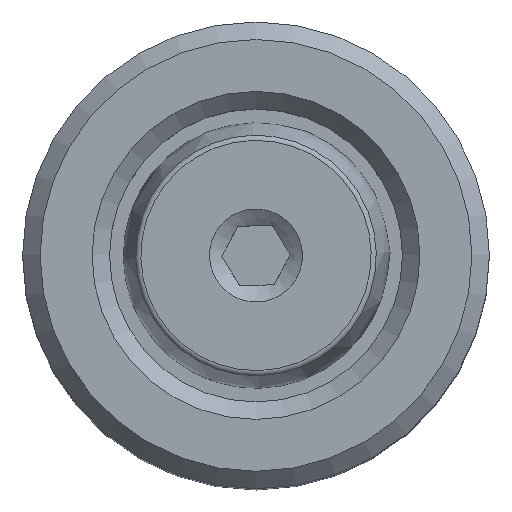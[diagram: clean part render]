
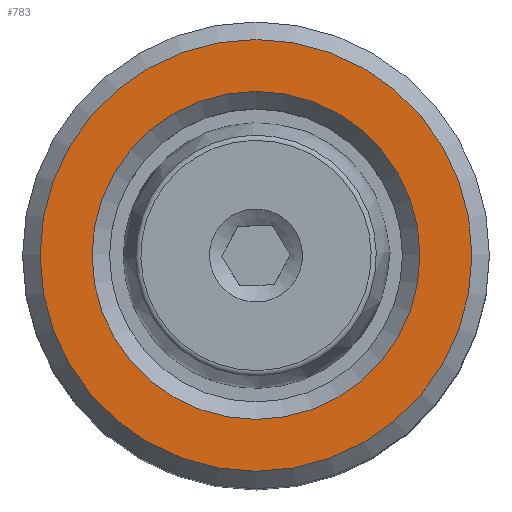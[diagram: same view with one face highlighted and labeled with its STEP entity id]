
A CAD part, top view. The second image highlights one B-rep face of the part: STEP entity #783.
In plain terms, the highlighted planar face has unit normal (0, 0, 1).
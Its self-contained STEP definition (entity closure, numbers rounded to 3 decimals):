
#94=FACE_BOUND('',#190,.T.);
#104=PLANE('',#954);
#133=FACE_OUTER_BOUND('',#189,.T.);
#189=EDGE_LOOP('',(#559));
#190=EDGE_LOOP('',(#560));
#321=CIRCLE('',#952,14.05);
#323=CIRCLE('',#955,18.5);
#366=VERTEX_POINT('',#1326);
#368=VERTEX_POINT('',#1332);
#437=EDGE_CURVE('',#366,#366,#321,.T.);
#440=EDGE_CURVE('',#368,#368,#323,.T.);
#559=ORIENTED_EDGE('',*,*,#440,.F.);
#560=ORIENTED_EDGE('',*,*,#437,.F.);
#783=ADVANCED_FACE('',(#133,#94),#104,.F.);
#952=AXIS2_PLACEMENT_3D('',#1327,#1080,#1081);
#954=AXIS2_PLACEMENT_3D('',#1331,#1085,#1086);
#955=AXIS2_PLACEMENT_3D('',#1333,#1087,#1088);
#1080=DIRECTION('center_axis',(0.,0.,1.));
#1081=DIRECTION('ref_axis',(-1.,0.,0.));
#1085=DIRECTION('center_axis',(0.,0.,-1.));
#1086=DIRECTION('ref_axis',(-1.,0.,0.));
#1087=DIRECTION('center_axis',(0.,0.,-1.));
#1088=DIRECTION('ref_axis',(-1.,0.,0.));
#1326=CARTESIAN_POINT('',(14.05,0.,60.));
#1327=CARTESIAN_POINT('Origin',(0.,0.,60.));
#1331=CARTESIAN_POINT('Origin',(0.,0.,60.));
#1332=CARTESIAN_POINT('',(18.5,0.,60.));
#1333=CARTESIAN_POINT('Origin',(0.,0.,60.));
